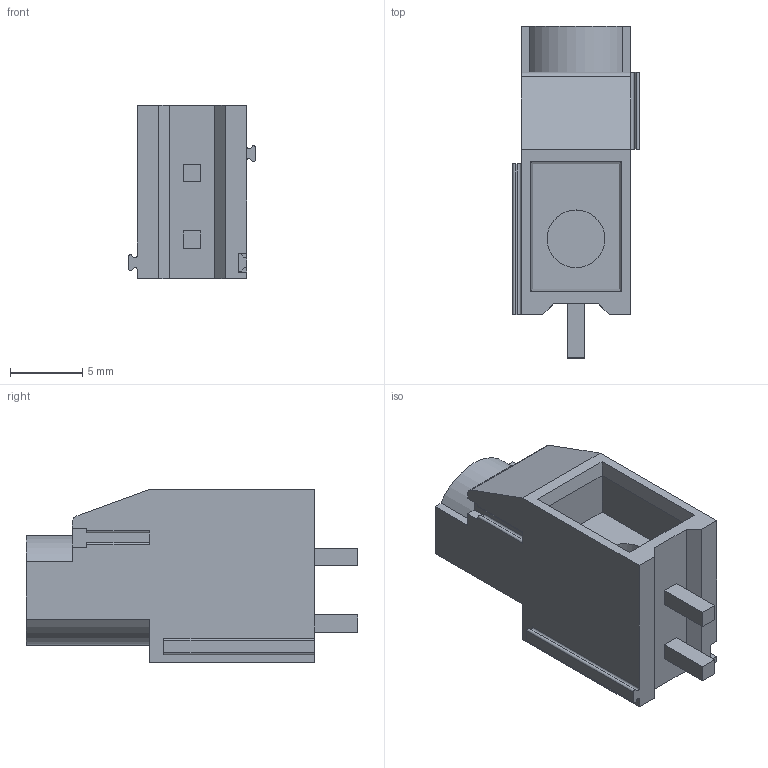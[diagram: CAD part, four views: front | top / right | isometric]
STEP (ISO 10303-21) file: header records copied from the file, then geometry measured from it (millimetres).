
FILE_DESCRIPTION(('STEP AP214'),'1');
FILE_NAME('MVK471-7,62-V.stp','2020-12-01T15:47:49',(' '),(' '),'Spatial InterOp 3D',' ',' ');
FILE_SCHEMA(('automotive_design'));
Length unit declared in the file: metre
Products named in the file (1): 1
Bounding box: 8.78 x 23 x 12 mm (x, y, z)
Volume: 1159.1 mm3; surface area: 1306.7 mm2
Topology: 1 solids, 1 shells, 136 faces, 355 edges, 234 vertices
Faces by surface type: plane 104, cylinder 31, extrusion 1
Full cylindrical faces by diameter (mm): 4 x1, 5.9 x1, 6.2 x1
Entity records: 5280 total; most frequent: CARTESIAN_POINT 803, ORIENTED_EDGE 700, DIRECTION 680, EDGE_CURVE 350, VECTOR 284, LINE 283, VERTEX_POINT 232, AXIS2_PLACEMENT_3D 198
